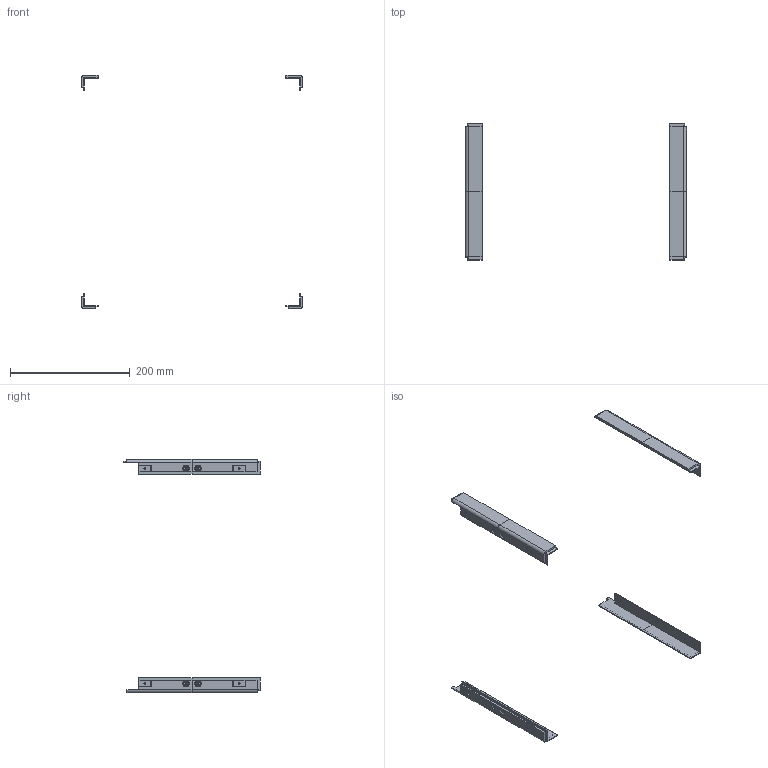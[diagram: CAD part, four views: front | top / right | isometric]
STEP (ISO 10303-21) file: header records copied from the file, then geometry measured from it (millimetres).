
FILE_DESCRIPTION (( 'STEP AP203' ), '1' );
FILE_NAME ('猾眊_匐蕾翐.STEP', '2024-01-19T13:01:12', ( 'Leo' ), ( '' ), 'SwSTEP 2.0', 'SolidWorks 2022', '' );
FILE_SCHEMA (( 'CONFIG_CONTROL_DESIGN' ));
Length unit declared in the file: millimetre
Products named in the file (1): 封箱_八立柱
Bounding box: 370 x 227.5 x 390 mm (x, y, z)
Volume: 176656.5 mm3; surface area: 92971.3 mm2
Topology: 8 solids, 8 shells, 204 faces, 534 edges, 354 vertices
Faces by surface type: plane 142, cylinder 46, cone 16
Entity records: 6381 total; most frequent: CARTESIAN_POINT 1093, DIRECTION 1068, ORIENTED_EDGE 1068, EDGE_CURVE 534, LINE 410, VECTOR 410, VERTEX_POINT 354, AXIS2_PLACEMENT_3D 329
